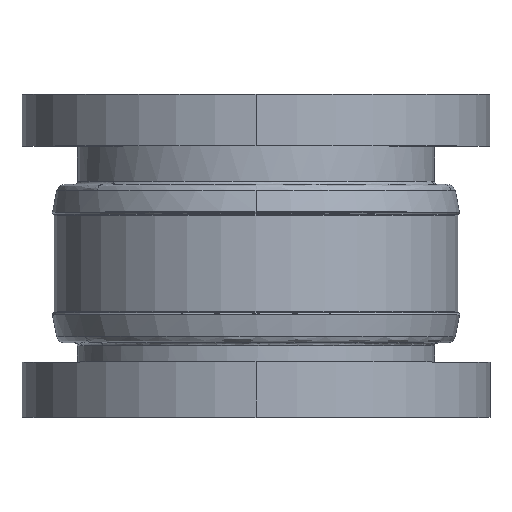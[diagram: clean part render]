
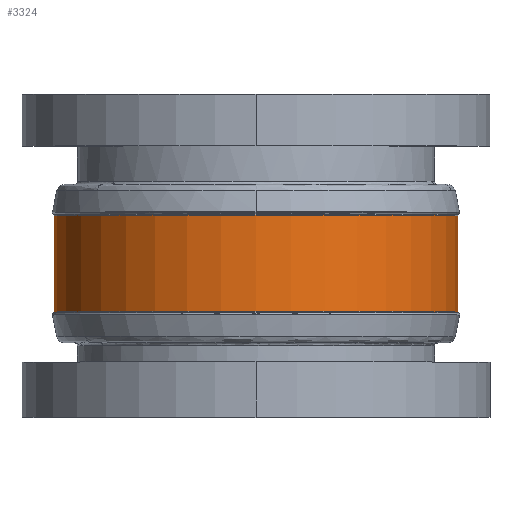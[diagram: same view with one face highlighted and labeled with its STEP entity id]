
A CAD part, top view. The second image highlights one B-rep face of the part: STEP entity #3324.
In plain terms, the highlighted cylindrical face has radius 87.312 mm (diameter 174.625 mm), a partial arc.
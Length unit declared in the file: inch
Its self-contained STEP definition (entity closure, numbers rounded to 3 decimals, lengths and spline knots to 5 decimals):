
#350 = CIRCLE ( 'NONE', #6672, 3.4375 ) ;
#398 = VECTOR ( 'NONE', #1231, 39.37008 ) ;
#405 = LINE ( 'NONE', #1235, #398 ) ;
#787 = EDGE_LOOP ( 'NONE', ( #6242, #6238, #6239, #6310, #6236 ) ) ;
#1111 = DIRECTION ( 'NONE',  ( 0.167, 0., 0.986 ) ) ;
#1112 = DIRECTION ( 'NONE',  ( 0., -1., 0. ) ) ;
#1113 = CARTESIAN_POINT ( 'NONE',  ( 0., 0.86087, 0. ) ) ;
#1231 = DIRECTION ( 'NONE',  ( 0., 1., 0. ) ) ;
#1235 = CARTESIAN_POINT ( 'NONE',  ( -3.4375, 5.57977, 0. ) ) ;
#1433 = AXIS2_PLACEMENT_3D ( 'NONE', #7160, #7159, #7156 ) ;
#1434 = AXIS2_PLACEMENT_3D ( 'NONE', #7169, #7167, #7166 ) ;
#2208 = CIRCLE ( 'NONE', #1434, 3.4375 ) ;
#2210 = VECTOR ( 'NONE', #7161, 39.37008 ) ;
#2280 = CYLINDRICAL_SURFACE ( 'NONE', #6702, 3.4375 ) ;
#2350 = FACE_OUTER_BOUND ( 'NONE', #787, .T. ) ;
#2401 = CIRCLE ( 'NONE', #1433, 3.4375 ) ;
#2423 = LINE ( 'NONE', #7162, #2210 ) ;
#3324 = ADVANCED_FACE ( 'NONE', ( #2350 ), #2280, .T. ) ;
#3602 = CARTESIAN_POINT ( 'NONE',  ( 0., 5.57977, 0. ) ) ;
#3604 = DIRECTION ( 'NONE',  ( 0., 1., 0. ) ) ;
#3606 = DIRECTION ( 'NONE',  ( -1., 0., 0. ) ) ;
#4696 = CARTESIAN_POINT ( 'NONE',  ( -3.4375, 2.49867, 0. ) ) ;
#4752 = CARTESIAN_POINT ( 'NONE',  ( -3.4375, 0.86087, 0. ) ) ;
#4770 = CARTESIAN_POINT ( 'NONE',  ( 0., 2.49867, 3.4375 ) ) ;
#4820 = CARTESIAN_POINT ( 'NONE',  ( 3.4375, 0.86087, 0. ) ) ;
#4835 = CARTESIAN_POINT ( 'NONE',  ( 3.4375, 2.49867, 0. ) ) ;
#5562 = EDGE_CURVE ( 'NONE', #5746, #5680, #2208, .T. ) ;
#5564 = EDGE_CURVE ( 'NONE', #5680, #5619, #2401, .T. ) ;
#5566 = EDGE_CURVE ( 'NONE', #5631, #5619, #2423, .T. ) ;
#5619 = VERTEX_POINT ( 'NONE', #4835 ) ;
#5631 = VERTEX_POINT ( 'NONE', #4820 ) ;
#5680 = VERTEX_POINT ( 'NONE', #4770 ) ;
#5699 = VERTEX_POINT ( 'NONE', #4752 ) ;
#5746 = VERTEX_POINT ( 'NONE', #4696 ) ;
#6236 = ORIENTED_EDGE ( 'NONE', *, *, #6906, .F. ) ;
#6238 = ORIENTED_EDGE ( 'NONE', *, *, #5566, .T. ) ;
#6239 = ORIENTED_EDGE ( 'NONE', *, *, #5564, .F. ) ;
#6242 = ORIENTED_EDGE ( 'NONE', *, *, #6946, .F. ) ;
#6310 = ORIENTED_EDGE ( 'NONE', *, *, #5562, .F. ) ;
#6672 = AXIS2_PLACEMENT_3D ( 'NONE', #1113, #1112, #1111 ) ;
#6702 = AXIS2_PLACEMENT_3D ( 'NONE', #3602, #3604, #3606 ) ;
#6906 = EDGE_CURVE ( 'NONE', #5699, #5746, #405, .T. ) ;
#6946 = EDGE_CURVE ( 'NONE', #5631, #5699, #350, .T. ) ;
#7156 = DIRECTION ( 'NONE',  ( -0.167, 0., -0.986 ) ) ;
#7159 = DIRECTION ( 'NONE',  ( 0., 1., 0. ) ) ;
#7160 = CARTESIAN_POINT ( 'NONE',  ( 0., 2.49867, 0. ) ) ;
#7161 = DIRECTION ( 'NONE',  ( 0., 1., 0. ) ) ;
#7162 = CARTESIAN_POINT ( 'NONE',  ( 3.4375, 5.57977, 0. ) ) ;
#7166 = DIRECTION ( 'NONE',  ( -0.167, 0., -0.986 ) ) ;
#7167 = DIRECTION ( 'NONE',  ( 0., 1., 0. ) ) ;
#7169 = CARTESIAN_POINT ( 'NONE',  ( 0., 2.49867, 0. ) ) ;
